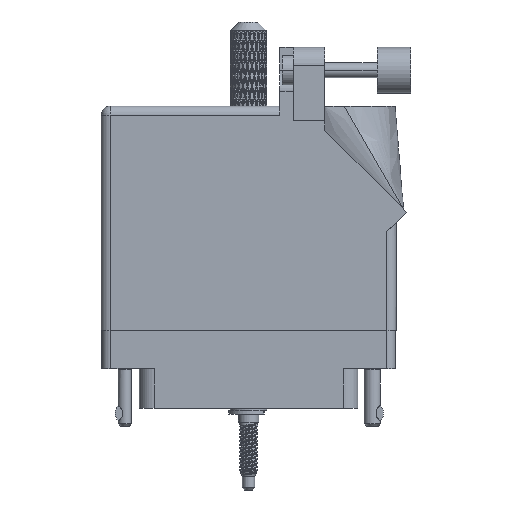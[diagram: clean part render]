
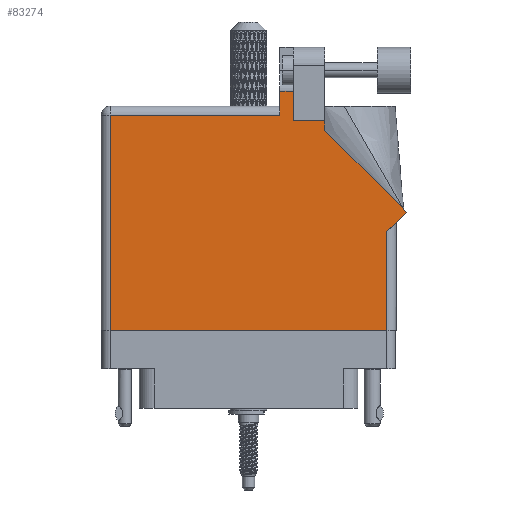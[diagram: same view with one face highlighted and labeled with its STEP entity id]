
A CAD part, front view. The second image highlights one B-rep face of the part: STEP entity #83274.
In plain terms, the highlighted face is planar.
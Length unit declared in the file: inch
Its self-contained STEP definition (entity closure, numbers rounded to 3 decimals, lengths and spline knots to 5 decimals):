
#317 = LINE ( 'NONE', #80826, #15487 ) ;
#4848 = DIRECTION ( 'NONE',  ( 0., 0., -1. ) ) ;
#7108 = ORIENTED_EDGE ( 'NONE', *, *, #40952, .T. ) ;
#7533 = VERTEX_POINT ( 'NONE', #21851 ) ;
#8370 = LINE ( 'NONE', #31710, #29037 ) ;
#9877 = VERTEX_POINT ( 'NONE', #97884 ) ;
#10395 = CARTESIAN_POINT ( 'NONE',  ( 0.062, 0., 0. ) ) ;
#11005 = VECTOR ( 'NONE', #99871, 39.37008 ) ;
#12860 = VERTEX_POINT ( 'NONE', #68994 ) ;
#15487 = VECTOR ( 'NONE', #62340, 39.37008 ) ;
#16429 = AXIS2_PLACEMENT_3D ( 'NONE', #19192, #4848, #75089 ) ;
#17117 = CARTESIAN_POINT ( 'NONE',  ( 0.062, 0., 0. ) ) ;
#17955 = DIRECTION ( 'NONE',  ( 0., 1., 0. ) ) ;
#18016 = ORIENTED_EDGE ( 'NONE', *, *, #85554, .T. ) ;
#19192 = CARTESIAN_POINT ( 'NONE',  ( 0., 1.53, 0. ) ) ;
#19291 = ORIENTED_EDGE ( 'NONE', *, *, #23206, .T. ) ;
#20078 = CARTESIAN_POINT ( 'NONE',  ( 1.948, 0., 0. ) ) ;
#21311 = VECTOR ( 'NONE', #99544, 39.37008 ) ;
#21742 = VERTEX_POINT ( 'NONE', #25274 ) ;
#21851 = CARTESIAN_POINT ( 'NONE',  ( 0.062, 1.468, 0. ) ) ;
#22080 = LINE ( 'NONE', #24492, #113249 ) ;
#23206 = EDGE_CURVE ( 'NONE', #103833, #69841, #105533, .T. ) ;
#24492 = CARTESIAN_POINT ( 'NONE',  ( 0., 0., 0. ) ) ;
#25266 = CARTESIAN_POINT ( 'NONE',  ( 2.01, 0.737, 0. ) ) ;
#25274 = CARTESIAN_POINT ( 'NONE',  ( 1.311, 1.6315, 0. ) ) ;
#29037 = VECTOR ( 'NONE', #95002, 39.37008 ) ;
#30287 = CARTESIAN_POINT ( 'NONE',  ( 2.08071, 0.80771, 0. ) ) ;
#30876 = CARTESIAN_POINT ( 'NONE',  ( 1.217, 1.6315, 0. ) ) ;
#31710 = CARTESIAN_POINT ( 'NONE',  ( 1.217, 1.53, 0. ) ) ;
#34046 = CARTESIAN_POINT ( 'NONE',  ( 1.524, 1.36442, 0. ) ) ;
#34487 = LINE ( 'NONE', #56619, #11005 ) ;
#36796 = CARTESIAN_POINT ( 'NONE',  ( 1.524, 1.36442, 0. ) ) ;
#37684 = VECTOR ( 'NONE', #81591, 39.37008 ) ;
#38902 = LINE ( 'NONE', #113334, #83108 ) ;
#40952 = EDGE_CURVE ( 'NONE', #7533, #98814, #104222, .T. ) ;
#41282 = VERTEX_POINT ( 'NONE', #84838 ) ;
#50408 = ORIENTED_EDGE ( 'NONE', *, *, #59212, .T. ) ;
#50414 = FACE_OUTER_BOUND ( 'NONE', #94516, .T. ) ;
#51763 = ORIENTED_EDGE ( 'NONE', *, *, #113702, .T. ) ;
#53039 = ORIENTED_EDGE ( 'NONE', *, *, #104584, .T. ) ;
#55820 = PLANE ( 'NONE',  #16429 ) ;
#56619 = CARTESIAN_POINT ( 'NONE',  ( 1.524, 1.43, 0. ) ) ;
#58240 = CARTESIAN_POINT ( 'NONE',  ( 2.08071, 0.80771, 0. ) ) ;
#58515 = LINE ( 'NONE', #64256, #37684 ) ;
#59212 = EDGE_CURVE ( 'NONE', #110622, #12860, #8370, .T. ) ;
#62340 = DIRECTION ( 'NONE',  ( 0., 1., 0. ) ) ;
#64184 = ORIENTED_EDGE ( 'NONE', *, *, #93763, .T. ) ;
#64185 = EDGE_CURVE ( 'NONE', #12860, #7533, #100897, .T. ) ;
#64256 = CARTESIAN_POINT ( 'NONE',  ( 1.64177, 1.6315, 0. ) ) ;
#68994 = CARTESIAN_POINT ( 'NONE',  ( 1.217, 1.468, 0. ) ) ;
#69055 = CARTESIAN_POINT ( 'NONE',  ( 0., 1.468, 0. ) ) ;
#69841 = VERTEX_POINT ( 'NONE', #94951 ) ;
#73834 = VECTOR ( 'NONE', #78544, 39.37008 ) ;
#75089 = DIRECTION ( 'NONE',  ( -1., 0., 0. ) ) ;
#77258 = ORIENTED_EDGE ( 'NONE', *, *, #102391, .T. ) ;
#78544 = DIRECTION ( 'NONE',  ( 0.707, 0.707, 0. ) ) ;
#79884 = EDGE_CURVE ( 'NONE', #98462, #41282, #38902, .T. ) ;
#80826 = CARTESIAN_POINT ( 'NONE',  ( 1.311, 1.43, 0. ) ) ;
#81591 = DIRECTION ( 'NONE',  ( -1., 0., 0. ) ) ;
#83108 = VECTOR ( 'NONE', #87463, 39.37008 ) ;
#83274 = ADVANCED_FACE ( 'NONE', ( #50414 ), #55820, .F. ) ;
#84797 = VECTOR ( 'NONE', #17955, 39.37008 ) ;
#84838 = CARTESIAN_POINT ( 'NONE',  ( 1.948, 0.675, 0. ) ) ;
#85554 = EDGE_CURVE ( 'NONE', #89081, #103833, #106683, .T. ) ;
#86291 = LINE ( 'NONE', #25266, #73834 ) ;
#87463 = DIRECTION ( 'NONE',  ( 0., 1., 0. ) ) ;
#87764 = ORIENTED_EDGE ( 'NONE', *, *, #104996, .T. ) ;
#88690 = VECTOR ( 'NONE', #94468, 39.37008 ) ;
#89081 = VERTEX_POINT ( 'NONE', #30287 ) ;
#93763 = EDGE_CURVE ( 'NONE', #21742, #110622, #58515, .T. ) ;
#94468 = DIRECTION ( 'NONE',  ( -0.707, 0.707, 0. ) ) ;
#94516 = EDGE_LOOP ( 'NONE', ( #51763, #64184, #50408, #104351, #7108, #87764, #108640, #77258, #18016, #19291, #53039 ) ) ;
#94894 = DIRECTION ( 'NONE',  ( -1., 0., 0. ) ) ;
#94951 = CARTESIAN_POINT ( 'NONE',  ( 1.524, 1.43, 0. ) ) ;
#95002 = DIRECTION ( 'NONE',  ( 0., -1., 0. ) ) ;
#96678 = VECTOR ( 'NONE', #94894, 39.37008 ) ;
#97884 = CARTESIAN_POINT ( 'NONE',  ( 1.311, 1.43, 0. ) ) ;
#98462 = VERTEX_POINT ( 'NONE', #20078 ) ;
#98814 = VERTEX_POINT ( 'NONE', #17117 ) ;
#99544 = DIRECTION ( 'NONE',  ( 0., -1., 0. ) ) ;
#99871 = DIRECTION ( 'NONE',  ( -1., 0., 0. ) ) ;
#100897 = LINE ( 'NONE', #69055, #96678 ) ;
#102391 = EDGE_CURVE ( 'NONE', #41282, #89081, #86291, .T. ) ;
#103833 = VERTEX_POINT ( 'NONE', #34046 ) ;
#104222 = LINE ( 'NONE', #10395, #21311 ) ;
#104351 = ORIENTED_EDGE ( 'NONE', *, *, #64185, .T. ) ;
#104584 = EDGE_CURVE ( 'NONE', #69841, #9877, #34487, .T. ) ;
#104996 = EDGE_CURVE ( 'NONE', #98814, #98462, #22080, .T. ) ;
#105197 = DIRECTION ( 'NONE',  ( 1., 0., 0. ) ) ;
#105533 = LINE ( 'NONE', #36796, #84797 ) ;
#106683 = LINE ( 'NONE', #58240, #88690 ) ;
#108640 = ORIENTED_EDGE ( 'NONE', *, *, #79884, .T. ) ;
#110622 = VERTEX_POINT ( 'NONE', #30876 ) ;
#113249 = VECTOR ( 'NONE', #105197, 39.37008 ) ;
#113334 = CARTESIAN_POINT ( 'NONE',  ( 1.948, 0.737, 0. ) ) ;
#113702 = EDGE_CURVE ( 'NONE', #9877, #21742, #317, .T. ) ;
